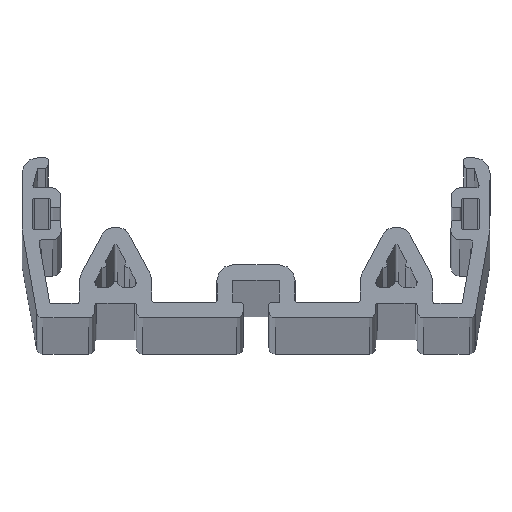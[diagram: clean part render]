
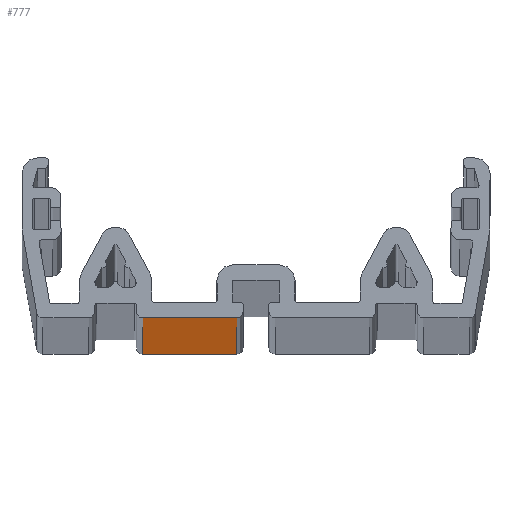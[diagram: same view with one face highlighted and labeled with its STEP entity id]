
A CAD part, top view. The second image highlights one B-rep face of the part: STEP entity #777.
In plain terms, the highlighted planar face has unit normal (0, -1, 0).
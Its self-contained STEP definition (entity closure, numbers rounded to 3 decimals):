
#107 = VERTEX_POINT ( 'NONE', #2528 ) ;
#436 = VERTEX_POINT ( 'NONE', #2915 ) ;
#438 = EDGE_CURVE ( 'NONE', #107, #436, #2914, .T. ) ;
#773 = EDGE_CURVE ( 'NONE', #2312, #107, #3261, .T. ) ;
#777 = ADVANCED_FACE ( 'NONE', ( #3257 ), #3256, .F. ) ;
#778 = EDGE_LOOP ( 'NONE', ( #779, #780, #782, #783 ) ) ;
#779 = ORIENTED_EDGE ( 'NONE', *, *, #438, .T. ) ;
#780 = ORIENTED_EDGE ( 'NONE', *, *, #781, .F. ) ;
#781 = EDGE_CURVE ( 'NONE', #2315, #436, #3251, .T. ) ;
#782 = ORIENTED_EDGE ( 'NONE', *, *, #2314, .F. ) ;
#783 = ORIENTED_EDGE ( 'NONE', *, *, #773, .T. ) ;
#2312 = VERTEX_POINT ( 'NONE', #6010 ) ;
#2314 = EDGE_CURVE ( 'NONE', #2312, #2315, #6009, .T. ) ;
#2315 = VERTEX_POINT ( 'NONE', #6005 ) ;
#2528 = CARTESIAN_POINT ( 'NONE',  ( -10.9, 0., -1000. ) ) ;
#2911 = DIRECTION ( 'NONE',  ( 1., 0., 0. ) ) ;
#2912 = VECTOR ( 'NONE', #2911, 1000. ) ;
#2913 = CARTESIAN_POINT ( 'NONE',  ( -1.85, 0., -1000. ) ) ;
#2914 = LINE ( 'NONE', #2913, #2912 ) ;
#2915 = CARTESIAN_POINT ( 'NONE',  ( -1.85, 0., -1000. ) ) ;
#3250 = CARTESIAN_POINT ( 'NONE',  ( -1.85, 0., 1000. ) ) ;
#3251 = LINE ( 'NONE', #3250, #3317 ) ;
#3252 = DIRECTION ( 'NONE',  ( -1., 0., 0. ) ) ;
#3253 = DIRECTION ( 'NONE',  ( 0., 1., 0. ) ) ;
#3254 = CARTESIAN_POINT ( 'NONE',  ( -1.85, 0., 1000. ) ) ;
#3255 = AXIS2_PLACEMENT_3D ( 'NONE', #3254, #3253, #3252 ) ;
#3256 = PLANE ( 'NONE',  #3255 ) ;
#3257 = FACE_OUTER_BOUND ( 'NONE', #778, .T. ) ;
#3258 = DIRECTION ( 'NONE',  ( 0., 0., -1. ) ) ;
#3259 = VECTOR ( 'NONE', #3258, 1000. ) ;
#3260 = CARTESIAN_POINT ( 'NONE',  ( -10.9, 0., 1000. ) ) ;
#3261 = LINE ( 'NONE', #3260, #3259 ) ;
#3316 = DIRECTION ( 'NONE',  ( 0., 0., -1. ) ) ;
#3317 = VECTOR ( 'NONE', #3316, 1000. ) ;
#6005 = CARTESIAN_POINT ( 'NONE',  ( -1.85, 0., 1000. ) ) ;
#6006 = DIRECTION ( 'NONE',  ( 1., 0., 0. ) ) ;
#6007 = VECTOR ( 'NONE', #6006, 1000. ) ;
#6008 = CARTESIAN_POINT ( 'NONE',  ( -1.85, 0., 1000. ) ) ;
#6009 = LINE ( 'NONE', #6008, #6007 ) ;
#6010 = CARTESIAN_POINT ( 'NONE',  ( -10.9, 0., 1000. ) ) ;
